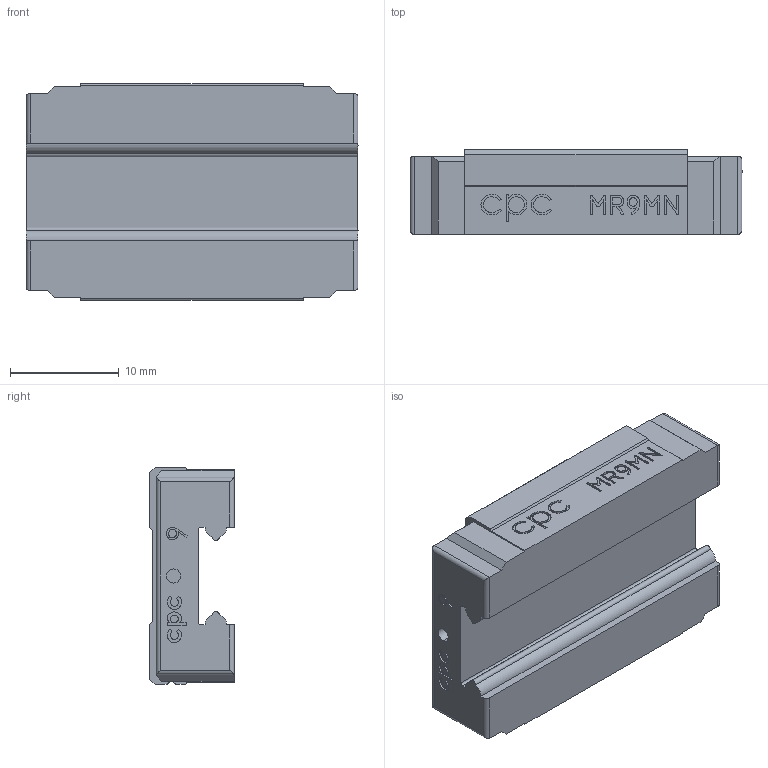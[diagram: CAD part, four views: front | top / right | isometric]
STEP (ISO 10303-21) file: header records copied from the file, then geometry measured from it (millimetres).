
FILE_DESCRIPTION (( 'STEP AP203' ), '1' );
FILE_NAME ('9MN-SS_ZZ-block.STEP', '2009-08-03T01:42:43', ( 'cpc' ), ( '' ), 'SwSTEP 2.0', 'SolidWorks 2007', '' );
FILE_SCHEMA (( 'CONFIG_CONTROL_DESIGN' ));
Length unit declared in the file: millimetre
Products named in the file (1): 9MN-SS_ZZ-block
Bounding box: 30.6 x 7.8 x 20 mm (x, y, z)
Volume: 3520 mm3; surface area: 2405.3 mm2
Topology: 1 solids, 1 shells, 479 faces, 1291 edges, 846 vertices
Faces by surface type: bspline 232, plane 189, cylinder 42, cone 16
Entity records: 25002 total; most frequent: CARTESIAN_POINT 14513, ORIENTED_EDGE 2566, DIRECTION 1383, EDGE_CURVE 1283, VERTEX_POINT 846, VECTOR 735, LINE 735, EDGE_LOOP 519
